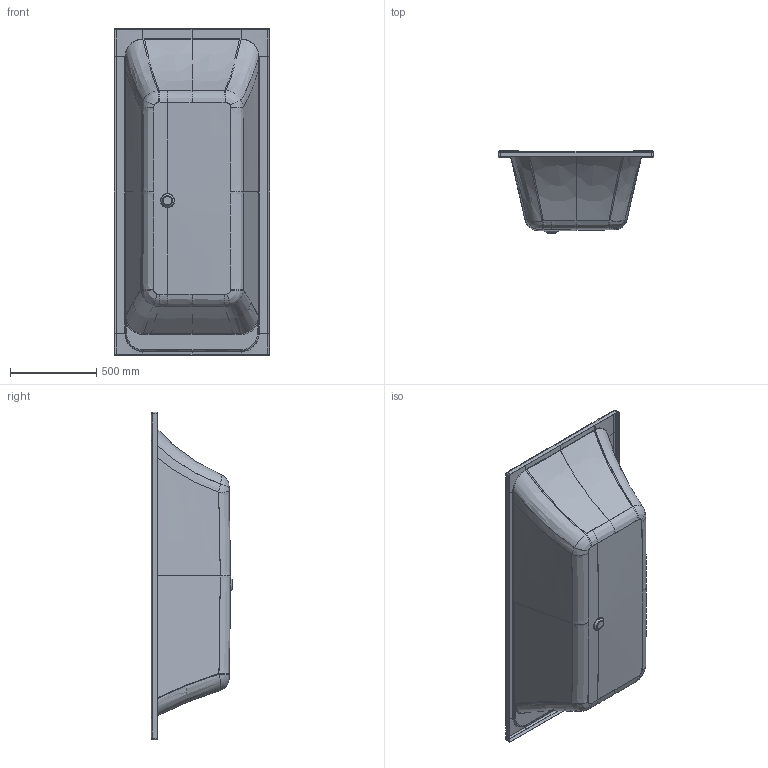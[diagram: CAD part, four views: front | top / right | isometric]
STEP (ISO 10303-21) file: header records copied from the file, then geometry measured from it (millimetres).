
FILE_DESCRIPTION((''),'2;1');
FILE_NAME('UBA199ARA2V','2020-12-07T10:39:28',('hegemanc'),('Villeroy & Boch Wellness bv'),'CREO PARAMETRIC BY PTC INC, 2019292','CREO PARAMETRIC BY PTC INC, 2019292','');
FILE_SCHEMA(('CONFIG_CONTROL_DESIGN'));
Length unit declared in the file: millimetre
Products named in the file (1): UBA199ARA2V
Bounding box: 900 x 473.99 x 1900 mm (x, y, z)
Volume: 3114987 mm3; surface area: 6240028.5 mm2
Topology: 1 solids, 1 shells, 297 faces, 685 edges, 391 vertices
Faces by surface type: bspline 252, plane 13, sphere 8, cylinder 8, cone 8, torus 8
Entity records: 26980 total; most frequent: CARTESIAN_POINT 21789, ORIENTED_EDGE 1370, EDGE_CURVE 685, DIRECTION 612, VERTEX_POINT 391, B_SPLINE_CURVE_WITH_KNOTS 360, EDGE_LOOP 298, FACE_OUTER_BOUND 297
